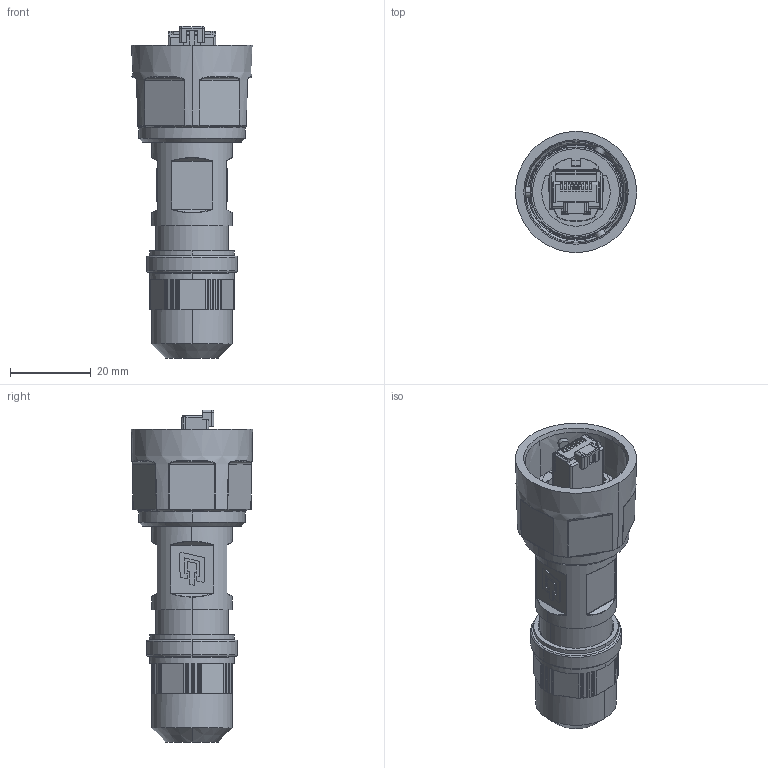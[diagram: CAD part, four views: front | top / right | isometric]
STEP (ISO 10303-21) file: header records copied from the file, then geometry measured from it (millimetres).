
FILE_DESCRIPTION (( 'STEP AP214' ), '1' );
FILE_NAME ('J80026A0011H50.STEP', '2018-06-06T12:55:07', ( '' ), ( '' ), 'SwSTEP 2.0', 'SolidWorks 2017', '' );
FILE_SCHEMA (( 'AUTOMOTIVE_DESIGN' ));
Length unit declared in the file: millimetre
Products named in the file (1): J80026A0011H50
Bounding box: 30 x 30 x 82.22 mm (x, y, z)
Volume: 24436.2 mm3; surface area: 17234.9 mm2
Topology: 6 solids, 6 shells, 1416 faces, 3913 edges, 2504 vertices
Faces by surface type: plane 802, cylinder 285, bspline 172, cone 77, torus 48, sphere 32
Entity records: 68768 total; most frequent: CARTESIAN_POINT 22746, ORIENTED_EDGE 7770, DIRECTION 6505, EDGE_CURVE 3885, LINE 2539, VECTOR 2539, VERTEX_POINT 2491, AXIS2_PLACEMENT_3D 1983
